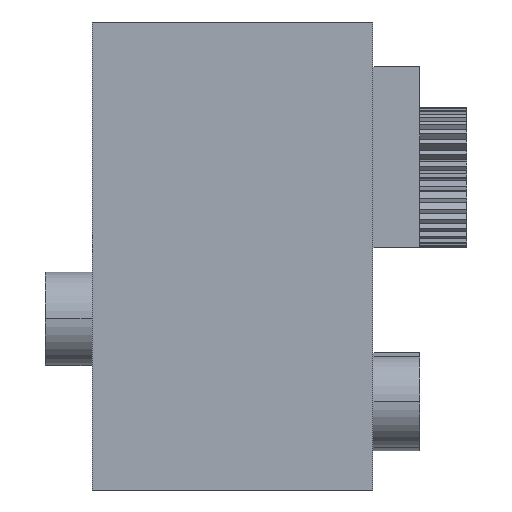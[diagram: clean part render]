
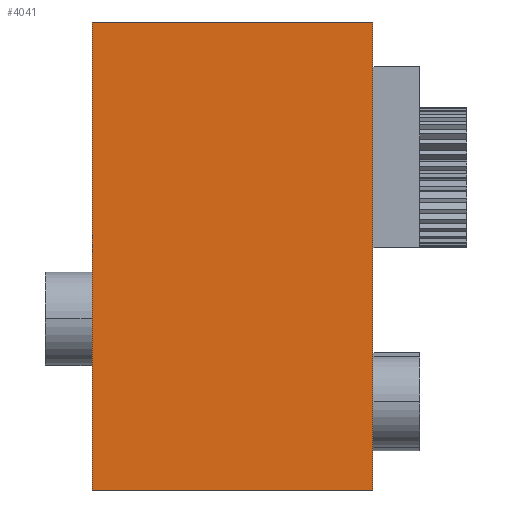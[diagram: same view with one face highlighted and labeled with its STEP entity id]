
A CAD part, front view. The second image highlights one B-rep face of the part: STEP entity #4041.
In plain terms, the highlighted planar face has unit normal (0, -1, 0).
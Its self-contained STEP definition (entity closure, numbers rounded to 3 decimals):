
#190=CARTESIAN_POINT('Vertex',(-4.768,0.,-16.55)) ;
#195=CARTESIAN_POINT('Line Origine',(-4.768,0.,33.45)) ;
#199=CARTESIAN_POINT('Vertex',(-4.768,0.,83.45)) ;
#238=CARTESIAN_POINT('Vertex',(55.232,0.,-16.55)) ;
#254=CARTESIAN_POINT('Vertex',(55.232,0.,83.45)) ;
#257=CARTESIAN_POINT('Line Origine',(55.232,0.,33.45)) ;
#4020=CARTESIAN_POINT('Axis2P3D Location',(0.,0.,0.)) ;
#4025=CARTESIAN_POINT('Line Origine',(25.232,0.,83.45)) ;
#4030=CARTESIAN_POINT('Line Origine',(25.232,0.,-16.55)) ;
#196=DIRECTION('Vector Direction',(0.,0.,1.)) ;
#258=DIRECTION('Vector Direction',(0.,0.,-1.)) ;
#4021=DIRECTION('Axis2P3D Direction',(0.,1.,0.)) ;
#4022=DIRECTION('Axis2P3D XDirection',(-1.,0.,0.)) ;
#4026=DIRECTION('Vector Direction',(-1.,0.,0.)) ;
#4031=DIRECTION('Vector Direction',(1.,0.,0.)) ;
#4023=AXIS2_PLACEMENT_3D('Plane Axis2P3D',#4020,#4021,#4022) ;
#4036=ORIENTED_EDGE('',*,*,#4029,.F.) ;
#4037=ORIENTED_EDGE('',*,*,#201,.F.) ;
#4038=ORIENTED_EDGE('',*,*,#4034,.F.) ;
#4039=ORIENTED_EDGE('',*,*,#261,.F.) ;
#197=VECTOR('Line Direction',#196,1.) ;
#259=VECTOR('Line Direction',#258,1.) ;
#4027=VECTOR('Line Direction',#4026,1.) ;
#4032=VECTOR('Line Direction',#4031,1.) ;
#4041=ADVANCED_FACE('PartBody',(#4040),#4024,.F.) ;
#201=EDGE_CURVE('',#191,#200,#198,.T.) ;
#261=EDGE_CURVE('',#255,#239,#260,.T.) ;
#4029=EDGE_CURVE('',#200,#255,#4028,.F.) ;
#4034=EDGE_CURVE('',#239,#191,#4033,.F.) ;
#4035=EDGE_LOOP('',(#4036,#4037,#4038,#4039)) ;
#4040=FACE_OUTER_BOUND('',#4035,.T.) ;
#198=LINE('Line',#195,#197) ;
#260=LINE('Line',#257,#259) ;
#4028=LINE('Line',#4025,#4027) ;
#4033=LINE('Line',#4030,#4032) ;
#4024=PLANE('Plane',#4023) ;
#191=VERTEX_POINT('',#190) ;
#200=VERTEX_POINT('',#199) ;
#239=VERTEX_POINT('',#238) ;
#255=VERTEX_POINT('',#254) ;
